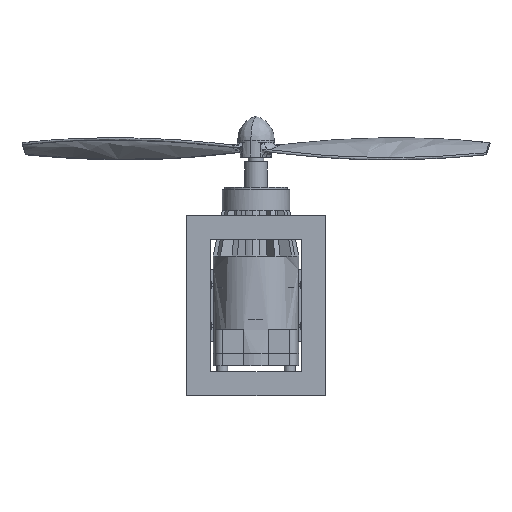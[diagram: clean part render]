
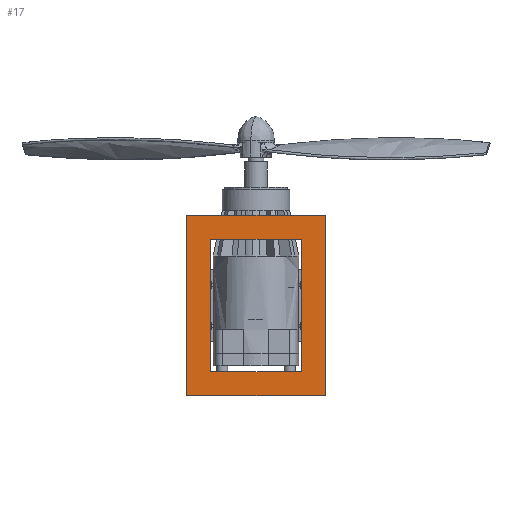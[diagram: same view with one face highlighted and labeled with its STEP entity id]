
A CAD part, front view. The second image highlights one B-rep face of the part: STEP entity #17.
In plain terms, the highlighted free-form (B-spline) face has degree [1, 1] with [2, 2] control points.
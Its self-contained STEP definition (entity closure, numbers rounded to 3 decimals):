
#17 = ADVANCED_FACE('',(#18,#48),#78,.T.);
#18 = FACE_BOUND('',#19,.F.);
#19 = EDGE_LOOP('',(#20,#29,#36,#43));
#20 = ORIENTED_EDGE('',*,*,#21,.T.);
#21 = EDGE_CURVE('',#22,#24,#26,.T.);
#22 = VERTEX_POINT('',#23);
#23 = CARTESIAN_POINT('',(-936.761,-130.332,
    1221.862));
#24 = VERTEX_POINT('',#25);
#25 = CARTESIAN_POINT('',(936.761,-130.332,
    1221.862));
#26 = B_SPLINE_CURVE_WITH_KNOTS('',1,(#27,#28),.UNSPECIFIED.,.F.,.F.,(2,
    2),(0.,1460.5),.PIECEWISE_BEZIER_KNOTS.);
#27 = CARTESIAN_POINT('',(-936.761,-130.332,
    1221.862));
#28 = CARTESIAN_POINT('',(936.761,-130.332,
    1221.862));
#29 = ORIENTED_EDGE('',*,*,#30,.T.);
#30 = EDGE_CURVE('',#24,#31,#33,.T.);
#31 = VERTEX_POINT('',#32);
#32 = CARTESIAN_POINT('',(936.761,-130.332,
    -1221.862));
#33 = B_SPLINE_CURVE_WITH_KNOTS('',1,(#34,#35),.UNSPECIFIED.,.F.,.F.,(2,
    2),(0.,1905.),.PIECEWISE_BEZIER_KNOTS.);
#34 = CARTESIAN_POINT('',(936.761,-130.332,
    1221.862));
#35 = CARTESIAN_POINT('',(936.761,-130.332,
    -1221.862));
#36 = ORIENTED_EDGE('',*,*,#37,.T.);
#37 = EDGE_CURVE('',#31,#38,#40,.T.);
#38 = VERTEX_POINT('',#39);
#39 = CARTESIAN_POINT('',(-936.761,-130.332,
    -1221.862));
#40 = B_SPLINE_CURVE_WITH_KNOTS('',1,(#41,#42),.UNSPECIFIED.,.F.,.F.,(2,
    2),(0.,1460.5),.PIECEWISE_BEZIER_KNOTS.);
#41 = CARTESIAN_POINT('',(936.761,-130.332,
    -1221.862));
#42 = CARTESIAN_POINT('',(-936.761,-130.332,
    -1221.862));
#43 = ORIENTED_EDGE('',*,*,#44,.T.);
#44 = EDGE_CURVE('',#38,#22,#45,.T.);
#45 = B_SPLINE_CURVE_WITH_KNOTS('',1,(#46,#47),.UNSPECIFIED.,.F.,.F.,(2,
    2),(0.,1905.),.PIECEWISE_BEZIER_KNOTS.);
#46 = CARTESIAN_POINT('',(-936.761,-130.332,
    -1221.862));
#47 = CARTESIAN_POINT('',(-936.761,-130.332,
    1221.862));
#48 = FACE_BOUND('',#49,.F.);
#49 = EDGE_LOOP('',(#50,#59,#66,#73));
#50 = ORIENTED_EDGE('',*,*,#51,.F.);
#51 = EDGE_CURVE('',#52,#54,#56,.T.);
#52 = VERTEX_POINT('',#53);
#53 = CARTESIAN_POINT('',(-610.931,-130.332,
    -896.032));
#54 = VERTEX_POINT('',#55);
#55 = CARTESIAN_POINT('',(-610.931,-130.332,
    896.032));
#56 = B_SPLINE_CURVE_WITH_KNOTS('',1,(#57,#58),.UNSPECIFIED.,.F.,.F.,(2,
    2),(0.,1397.),.PIECEWISE_BEZIER_KNOTS.);
#57 = CARTESIAN_POINT('',(-610.931,-130.332,
    -896.032));
#58 = CARTESIAN_POINT('',(-610.931,-130.332,
    896.032));
#59 = ORIENTED_EDGE('',*,*,#60,.F.);
#60 = EDGE_CURVE('',#61,#52,#63,.T.);
#61 = VERTEX_POINT('',#62);
#62 = CARTESIAN_POINT('',(610.931,-130.332,-896.032
    ));
#63 = B_SPLINE_CURVE_WITH_KNOTS('',1,(#64,#65),.UNSPECIFIED.,.F.,.F.,(2,
    2),(0.,952.5),.PIECEWISE_BEZIER_KNOTS.);
#64 = CARTESIAN_POINT('',(610.931,-130.332,-896.032
    ));
#65 = CARTESIAN_POINT('',(-610.931,-130.332,
    -896.032));
#66 = ORIENTED_EDGE('',*,*,#67,.F.);
#67 = EDGE_CURVE('',#68,#61,#70,.T.);
#68 = VERTEX_POINT('',#69);
#69 = CARTESIAN_POINT('',(610.931,-130.332,896.032
    ));
#70 = B_SPLINE_CURVE_WITH_KNOTS('',1,(#71,#72),.UNSPECIFIED.,.F.,.F.,(2,
    2),(0.,1397.),.PIECEWISE_BEZIER_KNOTS.);
#71 = CARTESIAN_POINT('',(610.931,-130.332,896.032
    ));
#72 = CARTESIAN_POINT('',(610.931,-130.332,-896.032
    ));
#73 = ORIENTED_EDGE('',*,*,#74,.F.);
#74 = EDGE_CURVE('',#54,#68,#75,.T.);
#75 = B_SPLINE_CURVE_WITH_KNOTS('',1,(#76,#77),.UNSPECIFIED.,.F.,.F.,(2,
    2),(0.,952.5),.PIECEWISE_BEZIER_KNOTS.);
#76 = CARTESIAN_POINT('',(-610.931,-130.332,
    896.032));
#77 = CARTESIAN_POINT('',(610.931,-130.332,896.032
    ));
#78 = B_SPLINE_SURFACE_WITH_KNOTS('',1,1,(
    (#79,#80)
    ,(#81,#82
    )),.UNSPECIFIED.,.F.,.F.,.F.,(2,2),(2,2),(0.,1905.),(-127.,
    1333.5),.PIECEWISE_BEZIER_KNOTS.);
#79 = CARTESIAN_POINT('',(-936.761,-130.332,
    1221.862));
#80 = CARTESIAN_POINT('',(936.761,-130.332,
    1221.862));
#81 = CARTESIAN_POINT('',(-936.761,-130.332,
    -1221.862));
#82 = CARTESIAN_POINT('',(936.761,-130.332,
    -1221.862));
